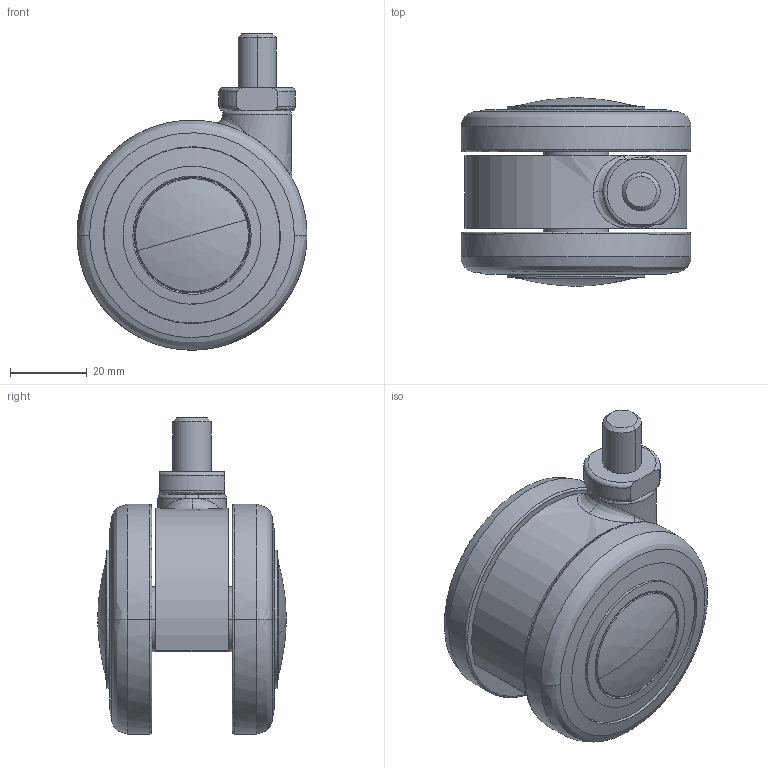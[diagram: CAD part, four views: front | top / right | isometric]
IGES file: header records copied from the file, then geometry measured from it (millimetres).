
Start section: ------------------------------------------------------------------------
Global section: file name: PC003.9704.TCA_TE60JN10_3921.igs; native system: spGate; preprocessor: ver18.9.1 (****-****-****-****); author: Unknown; organization: Unknown; date: 221109.091255; units: millimetre
Bounding box: 60 x 49.14 x 82.48 mm (x, y, z)
Volume: 86013.6 mm3; surface area: 31803.7 mm2
Topology: 4 solids, 4 shells, 189 faces, 459 edges, 294 vertices
Faces by surface type: bspline 189
